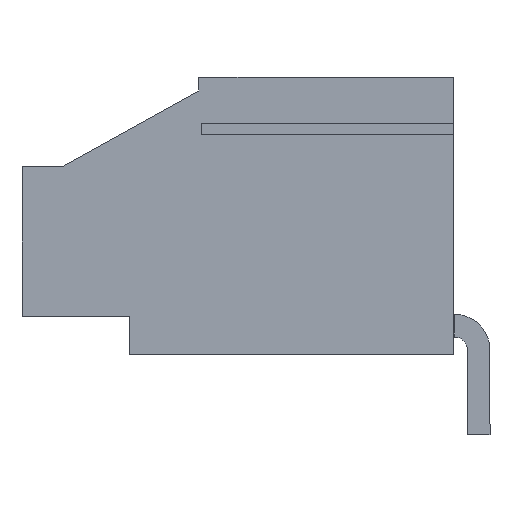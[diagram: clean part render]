
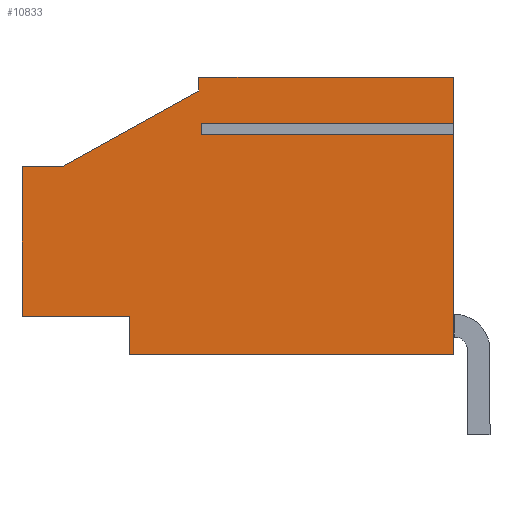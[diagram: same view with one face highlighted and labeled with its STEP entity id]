
A CAD part, left-side view. The second image highlights one B-rep face of the part: STEP entity #10833.
In plain terms, the highlighted planar face has unit normal (-1, 0, 0).
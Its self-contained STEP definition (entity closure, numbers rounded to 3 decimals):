
#10797=AXIS2_PLACEMENT_3D('Plane Axis2P3D',#10794,#10795,#10796) ;
#10379=CARTESIAN_POINT('Vertex',(0.,18.57,11.963)) ;
#10386=CARTESIAN_POINT('Vertex',(0.,18.57,6.022)) ;
#10389=CARTESIAN_POINT('Line Origine',(0.,18.57,8.992)) ;
#10422=CARTESIAN_POINT('Vertex',(0.,16.958,11.963)) ;
#10425=CARTESIAN_POINT('Line Origine',(0.,17.764,11.963)) ;
#10446=CARTESIAN_POINT('Vertex',(0.,11.55,14.961)) ;
#10449=CARTESIAN_POINT('Line Origine',(0.,14.254,13.462)) ;
#10473=CARTESIAN_POINT('Line Origine',(0.,11.55,15.239)) ;
#10477=CARTESIAN_POINT('Vertex',(0.,11.55,15.517)) ;
#10497=CARTESIAN_POINT('Line Origine',(0.,6.5,15.517)) ;
#10501=CARTESIAN_POINT('Vertex',(0.,1.45,15.517)) ;
#10539=CARTESIAN_POINT('Vertex',(0.,1.45,13.692)) ;
#10581=CARTESIAN_POINT('Vertex',(0.,1.45,13.242)) ;
#10584=CARTESIAN_POINT('Line Origine',(0.,1.45,8.879)) ;
#10588=CARTESIAN_POINT('Vertex',(0.,1.45,4.517)) ;
#10596=CARTESIAN_POINT('Line Origine',(0.,1.45,14.604)) ;
#10687=CARTESIAN_POINT('Vertex',(0.,14.3,4.517)) ;
#10705=CARTESIAN_POINT('Line Origine',(0.,7.875,4.517)) ;
#10738=CARTESIAN_POINT('Vertex',(0.,14.3,6.022)) ;
#10741=CARTESIAN_POINT('Line Origine',(0.,14.3,5.269)) ;
#10782=CARTESIAN_POINT('Line Origine',(0.,16.435,6.022)) ;
#10794=CARTESIAN_POINT('Axis2P3D Location',(0.,10.01,10.017)) ;
#10799=CARTESIAN_POINT('Line Origine',(0.,6.45,13.242)) ;
#10803=CARTESIAN_POINT('Vertex',(0.,11.45,13.242)) ;
#10806=CARTESIAN_POINT('Line Origine',(0.,11.45,13.467)) ;
#10810=CARTESIAN_POINT('Vertex',(0.,11.45,13.692)) ;
#10813=CARTESIAN_POINT('Line Origine',(0.,6.45,13.692)) ;
#10390=DIRECTION('Vector Direction',(0.,0.,1.)) ;
#10426=DIRECTION('Vector Direction',(0.,-1.,0.)) ;
#10450=DIRECTION('Vector Direction',(0.,-0.875,0.485)) ;
#10474=DIRECTION('Vector Direction',(0.,0.,-1.)) ;
#10498=DIRECTION('Vector Direction',(0.,1.,0.)) ;
#10585=DIRECTION('Vector Direction',(0.,0.,1.)) ;
#10597=DIRECTION('Vector Direction',(0.,0.,1.)) ;
#10706=DIRECTION('Vector Direction',(0.,1.,0.)) ;
#10742=DIRECTION('Vector Direction',(0.,0.,1.)) ;
#10783=DIRECTION('Vector Direction',(0.,-1.,0.)) ;
#10795=DIRECTION('Axis2P3D Direction',(-1.,0.,0.)) ;
#10796=DIRECTION('Axis2P3D XDirection',(0.,0.,1.)) ;
#10800=DIRECTION('Vector Direction',(0.,1.,0.)) ;
#10807=DIRECTION('Vector Direction',(0.,0.,1.)) ;
#10814=DIRECTION('Vector Direction',(0.,1.,0.)) ;
#10391=VECTOR('Line Direction',#10390,1.) ;
#10427=VECTOR('Line Direction',#10426,1.) ;
#10451=VECTOR('Line Direction',#10450,1.) ;
#10475=VECTOR('Line Direction',#10474,1.) ;
#10499=VECTOR('Line Direction',#10498,1.) ;
#10586=VECTOR('Line Direction',#10585,1.) ;
#10598=VECTOR('Line Direction',#10597,1.) ;
#10707=VECTOR('Line Direction',#10706,1.) ;
#10743=VECTOR('Line Direction',#10742,1.) ;
#10784=VECTOR('Line Direction',#10783,1.) ;
#10801=VECTOR('Line Direction',#10800,1.) ;
#10808=VECTOR('Line Direction',#10807,1.) ;
#10815=VECTOR('Line Direction',#10814,1.) ;
#10819=ORIENTED_EDGE('',*,*,#10600,.T.) ;
#10820=ORIENTED_EDGE('',*,*,#10503,.T.) ;
#10821=ORIENTED_EDGE('',*,*,#10479,.T.) ;
#10822=ORIENTED_EDGE('',*,*,#10453,.F.) ;
#10823=ORIENTED_EDGE('',*,*,#10429,.F.) ;
#10824=ORIENTED_EDGE('',*,*,#10393,.F.) ;
#10825=ORIENTED_EDGE('',*,*,#10786,.T.) ;
#10826=ORIENTED_EDGE('',*,*,#10745,.F.) ;
#10827=ORIENTED_EDGE('',*,*,#10709,.F.) ;
#10828=ORIENTED_EDGE('',*,*,#10590,.T.) ;
#10829=ORIENTED_EDGE('',*,*,#10805,.T.) ;
#10830=ORIENTED_EDGE('',*,*,#10812,.T.) ;
#10831=ORIENTED_EDGE('',*,*,#10817,.F.) ;
#10833=ADVANCED_FACE('5',(#10832),#10798,.T.) ;
#10393=EDGE_CURVE('',#10387,#10380,#10392,.T.) ;
#10429=EDGE_CURVE('',#10380,#10423,#10428,.T.) ;
#10453=EDGE_CURVE('',#10423,#10447,#10452,.T.) ;
#10479=EDGE_CURVE('',#10478,#10447,#10476,.T.) ;
#10503=EDGE_CURVE('',#10502,#10478,#10500,.T.) ;
#10590=EDGE_CURVE('',#10589,#10582,#10587,.T.) ;
#10600=EDGE_CURVE('',#10540,#10502,#10599,.T.) ;
#10709=EDGE_CURVE('',#10589,#10688,#10708,.T.) ;
#10745=EDGE_CURVE('',#10688,#10739,#10744,.T.) ;
#10786=EDGE_CURVE('',#10387,#10739,#10785,.T.) ;
#10805=EDGE_CURVE('',#10582,#10804,#10802,.T.) ;
#10812=EDGE_CURVE('',#10804,#10811,#10809,.T.) ;
#10817=EDGE_CURVE('',#10540,#10811,#10816,.T.) ;
#10818=EDGE_LOOP('',(#10819,#10820,#10821,#10822,#10823,#10824,#10825,#10826,#10827,#10828,#10829,#10830,#10831)) ;
#10832=FACE_OUTER_BOUND('',#10818,.T.) ;
#10392=LINE('Line',#10389,#10391) ;
#10428=LINE('Line',#10425,#10427) ;
#10452=LINE('Line',#10449,#10451) ;
#10476=LINE('Line',#10473,#10475) ;
#10500=LINE('Line',#10497,#10499) ;
#10587=LINE('Line',#10584,#10586) ;
#10599=LINE('Line',#10596,#10598) ;
#10708=LINE('Line',#10705,#10707) ;
#10744=LINE('Line',#10741,#10743) ;
#10785=LINE('Line',#10782,#10784) ;
#10802=LINE('Line',#10799,#10801) ;
#10809=LINE('Line',#10806,#10808) ;
#10816=LINE('Line',#10813,#10815) ;
#10798=PLANE('',#10797) ;
#10380=VERTEX_POINT('',#10379) ;
#10387=VERTEX_POINT('',#10386) ;
#10423=VERTEX_POINT('',#10422) ;
#10447=VERTEX_POINT('',#10446) ;
#10478=VERTEX_POINT('',#10477) ;
#10502=VERTEX_POINT('',#10501) ;
#10540=VERTEX_POINT('',#10539) ;
#10582=VERTEX_POINT('',#10581) ;
#10589=VERTEX_POINT('',#10588) ;
#10688=VERTEX_POINT('',#10687) ;
#10739=VERTEX_POINT('',#10738) ;
#10804=VERTEX_POINT('',#10803) ;
#10811=VERTEX_POINT('',#10810) ;
